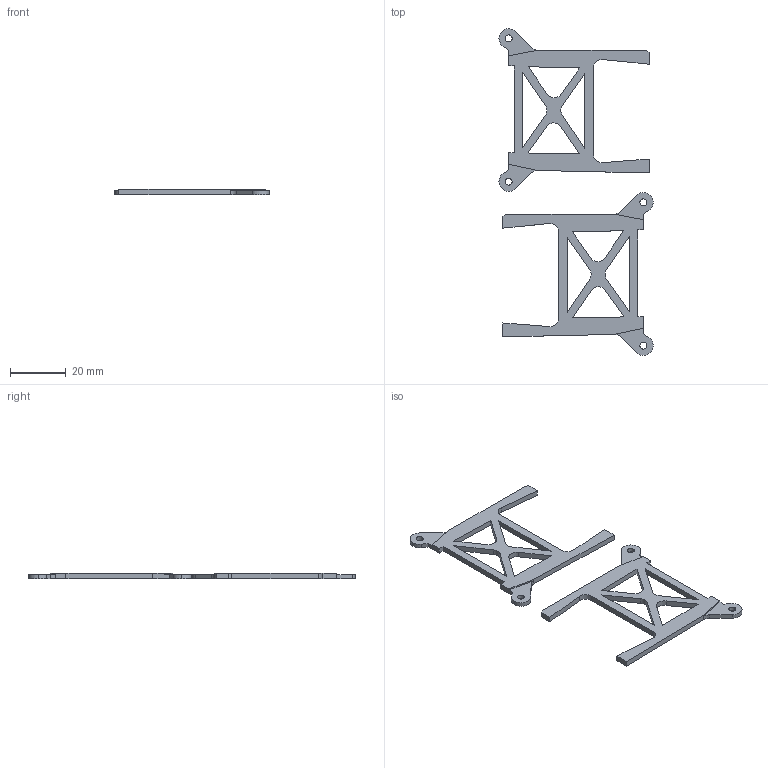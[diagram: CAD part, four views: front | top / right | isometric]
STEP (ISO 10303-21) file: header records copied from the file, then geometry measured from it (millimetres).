
FILE_DESCRIPTION (( 'STEP AP203' ), '1' );
FILE_NAME ('陔蟀諉揭.STEP', '2021-08-10T13:23:32', ( '' ), ( '' ), 'SwSTEP 2.0', 'SolidWorks 2021', '' );
FILE_SCHEMA (( 'CONFIG_CONTROL_DESIGN' ));
Length unit declared in the file: millimetre
Products named in the file (1): 陔蟀諉揭
Bounding box: 55.26 x 117.08 x 2 mm (x, y, z)
Volume: 4034.4 mm3; surface area: 6075.3 mm2
Topology: 2 solids, 2 shells, 104 faces, 296 edges, 196 vertices
Faces by surface type: plane 72, cylinder 32
Entity records: 3495 total; most frequent: CARTESIAN_POINT 597, ORIENTED_EDGE 592, DIRECTION 570, EDGE_CURVE 296, LINE 232, VECTOR 232, VERTEX_POINT 196, AXIS2_PLACEMENT_3D 169
